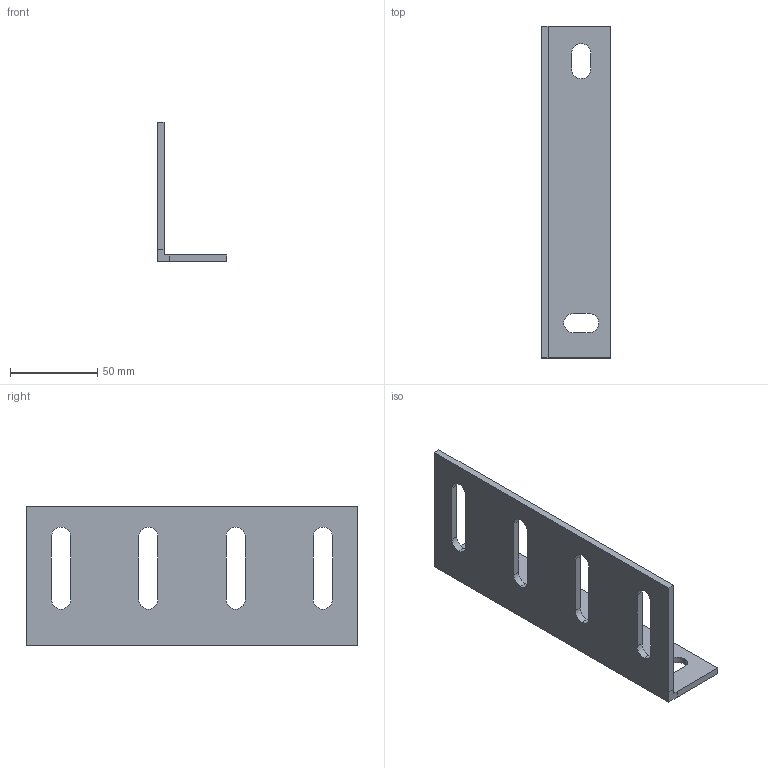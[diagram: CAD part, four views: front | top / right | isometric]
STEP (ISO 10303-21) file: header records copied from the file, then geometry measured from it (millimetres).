
FILE_DESCRIPTION (( 'STEP AP214' ), '1' );
FILE_NAME ('6019534.stp', '2020-01-09T07:31:52', ( '' ), ( '' ), 'SwSTEP 2.0', 'SolidWorks 2018', '' );
FILE_SCHEMA (( 'AUTOMOTIVE_DESIGN' ));
Length unit declared in the file: millimetre
Products named in the file (1): 6019534
Bounding box: 40 x 190 x 80 mm (x, y, z)
Volume: 78751.2 mm3; surface area: 43949 mm2
Topology: 1 solids, 1 shells, 41 faces, 117 edges, 78 vertices
Faces by surface type: plane 24, cylinder 17
Entity records: 1744 total; most frequent: CARTESIAN_POINT 237, DIRECTION 235, ORIENTED_EDGE 234, EDGE_CURVE 117, LINE 83, VECTOR 83, VERTEX_POINT 78, AXIS2_PLACEMENT_3D 76
